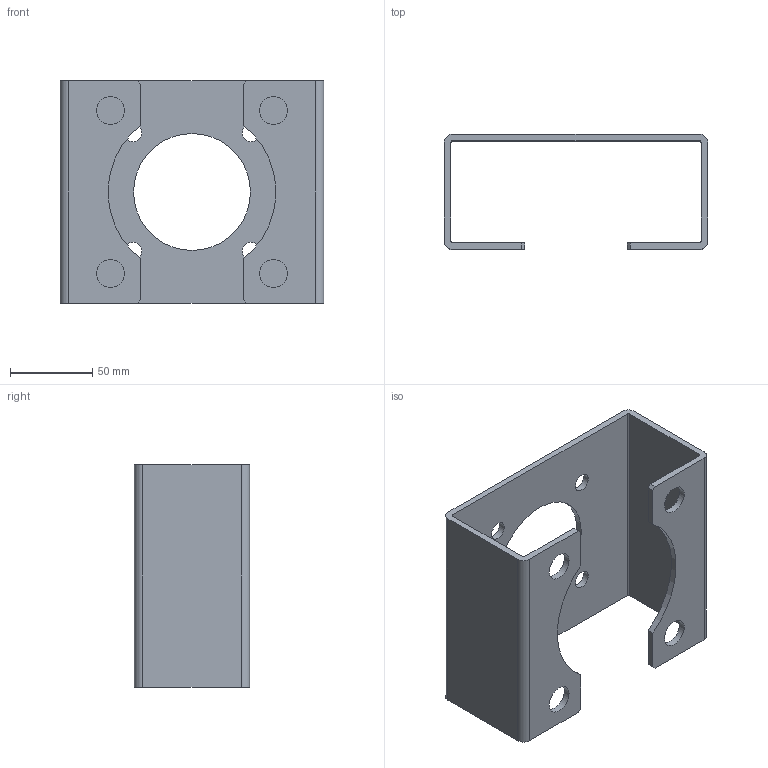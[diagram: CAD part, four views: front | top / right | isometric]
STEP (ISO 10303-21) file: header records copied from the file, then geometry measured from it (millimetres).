
FILE_DESCRIPTION (( 'STEP AP214' ), '1' );
FILE_NAME ('AZMB-10x14-0-1 Brücke offen heco.STEP', '2013-07-10T06:19:00', ( 'test' ), ( '' ), 'SwSTEP 2.0', 'SolidWorks 2011', '' );
FILE_SCHEMA (( 'AUTOMOTIVE_DESIGN' ));
Length unit declared in the file: millimetre
Products named in the file (1): AZMB-10x14-0-1 Brücke offen heco
Bounding box: 160 x 70 x 135 mm (x, y, z)
Volume: 173430.6 mm3; surface area: 93191.7 mm2
Topology: 1 solids, 1 shells, 39 faces, 118 edges, 81 vertices
Faces by surface type: plane 20, cylinder 19
Full cylindrical faces by diameter (mm): 11 x4, 17 x4, 71 x1
Entity records: 1737 total; most frequent: DIRECTION 220, CARTESIAN_POINT 216, ORIENTED_EDGE 204, EDGE_CURVE 102, AXIS2_PLACEMENT_3D 78, VERTEX_POINT 74, EDGE_LOOP 66, LINE 64
